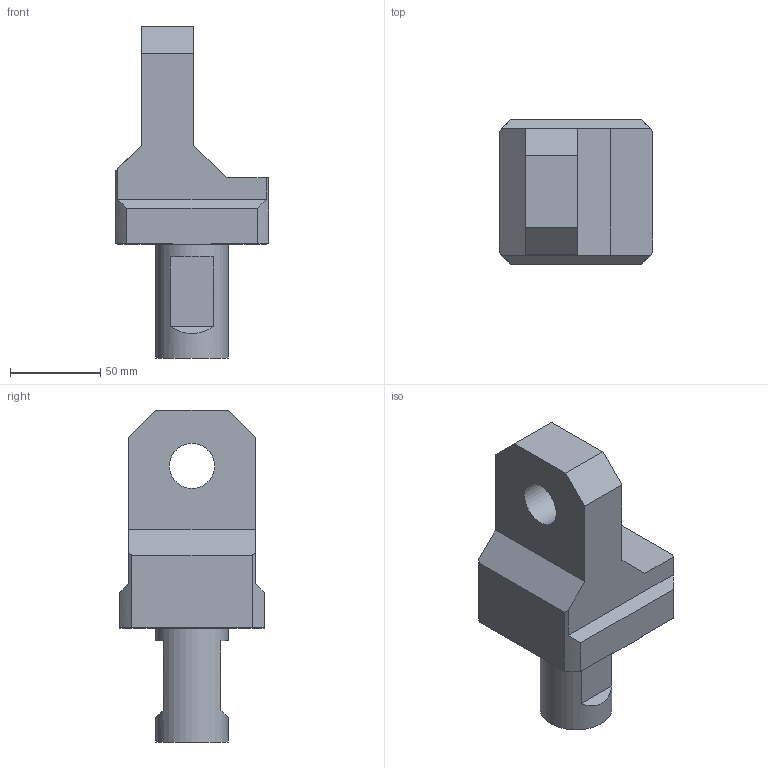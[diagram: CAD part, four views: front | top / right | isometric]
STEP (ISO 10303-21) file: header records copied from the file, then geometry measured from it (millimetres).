
FILE_DESCRIPTION(/* description */ (''),/* implementation_level */ '2;1');
FILE_NAME(/* name */ '10875475.stp',/* time_stamp */ '2020-09-10T07:29:54+02:00',/* author */ (''),/* organization */ (''),/* preprocessor_version */ 'ST-DEVELOPER v16.7',/* originating_system */ 'SIEMENS PLM Software NX 12.0',/* authorisation */ '');
FILE_SCHEMA (('AUTOMOTIVE_DESIGN { 1 0 10303 214 3 1 1 1 }'));
Length unit declared in the file: millimetre
Products named in the file (1): 10011235576_00-Werkstoffanschlag
Bounding box: 85 x 80 x 184 mm (x, y, z)
Volume: 482740.4 mm3; surface area: 48719.3 mm2
Topology: 1 solids, 1 shells, 34 faces, 88 edges, 61 vertices
Faces by surface type: plane 26, cylinder 8
Full cylindrical faces by diameter (mm): 25 x1, 40 x1
Entity records: 1068 total; most frequent: CARTESIAN_POINT 180, DIRECTION 179, ORIENTED_EDGE 170, EDGE_CURVE 85, LINE 61, VECTOR 61, AXIS2_PLACEMENT_3D 59, VERTEX_POINT 58
